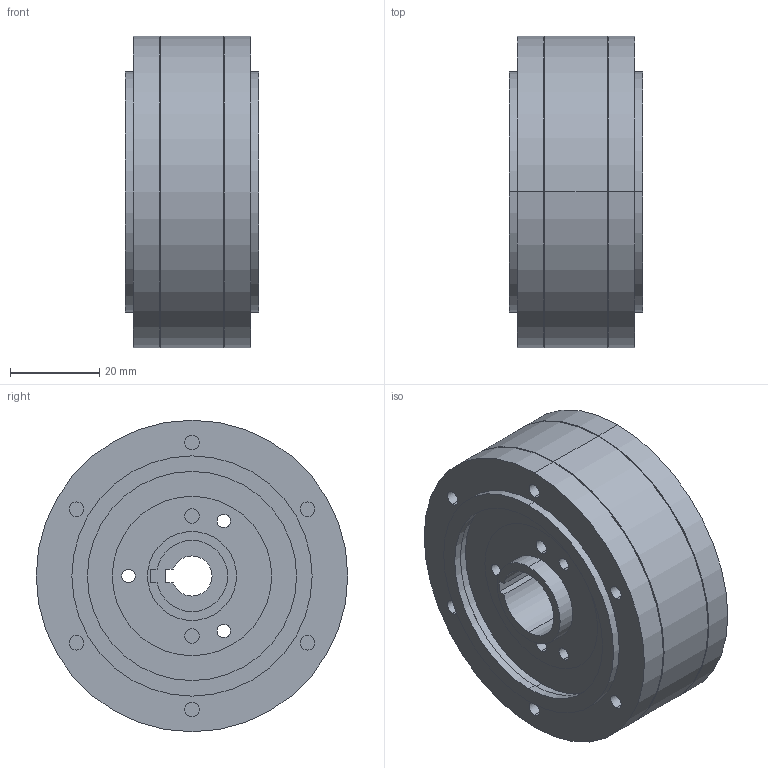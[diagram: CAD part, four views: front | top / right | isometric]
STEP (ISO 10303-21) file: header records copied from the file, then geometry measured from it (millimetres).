
FILE_DESCRIPTION (( 'STEP AP214' ), '1' );
FILE_NAME ('HDB-020-001-M1.STEP', '2018-04-30T15:52:40', ( '' ), ( '' ), 'SwSTEP 2.0', 'SolidWorks 2018', '' );
FILE_SCHEMA (( 'AUTOMOTIVE_DESIGN' ));
Length unit declared in the file: millimetre
Products named in the file (7): HDB-020-004-M1; HDB-020-001-M1; HDB-020-007-M1; HDB-020-006-M1; HDB-020-003-M1; HDB-020-005-M1; HDB-020-002-M1
Assembly tree (9 placements, depth 2):
  HDB-020-001-M1
    HDB-020-002-M1  x2
    HDB-020-003-M1
    HDB-020-004-M1  x2
    HDB-020-005-M1  x2
    HDB-020-006-M1
    HDB-020-007-M1
Bounding box: 30.1 x 70 x 70 mm (x, y, z)
Volume: 80920 mm3; surface area: 52604.3 mm2
Topology: 9 solids, 9 shells, 3364 faces, 9008 edges, 5674 vertices
Faces by surface type: plane 1554, cylinder 998, torus 800, cone 12
Entity records: 62910 total; most frequent: CARTESIAN_POINT 14015, ORIENTED_EDGE 10406, DIRECTION 9906, EDGE_CURVE 5203, LINE 3322, VECTOR 3322, VERTEX_POINT 3301, AXIS2_PLACEMENT_3D 3292
